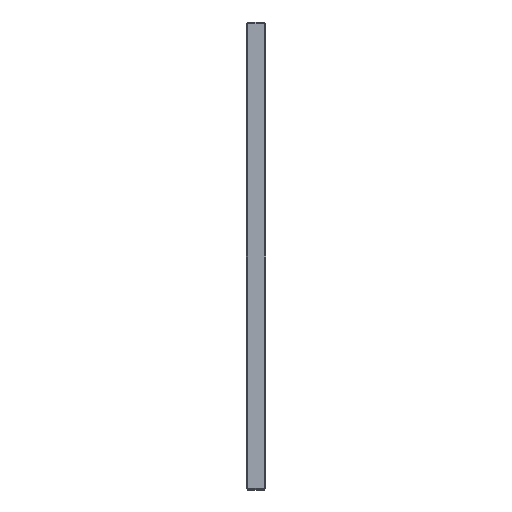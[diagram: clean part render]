
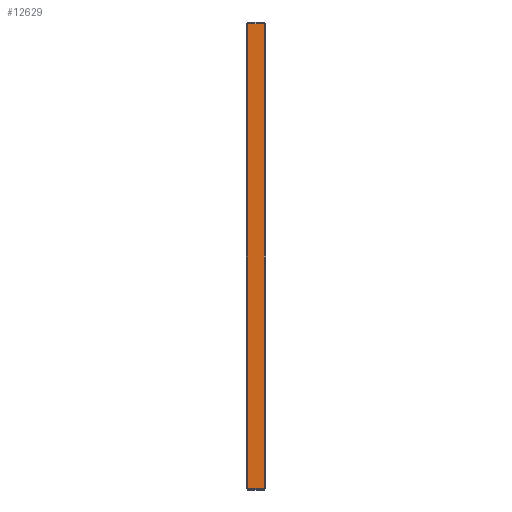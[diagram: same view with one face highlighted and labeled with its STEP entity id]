
A CAD part, left-side view. The second image highlights one B-rep face of the part: STEP entity #12629.
In plain terms, the highlighted planar face has unit normal (-1, 0, 0).
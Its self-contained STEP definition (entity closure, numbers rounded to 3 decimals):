
#2089 = ORIENTED_EDGE ( 'NONE', *, *, #2751, .T. ) ;
#2090 = ORIENTED_EDGE ( 'NONE', *, *, #2752, .T. ) ;
#2091 = ORIENTED_EDGE ( 'NONE', *, *, #2750, .T. ) ;
#2092 = ORIENTED_EDGE ( 'NONE', *, *, #2753, .T. ) ;
#2750 = EDGE_CURVE ( 'NONE', #13549, #13548, #7831, .T. ) ;
#2751 = EDGE_CURVE ( 'NONE', #13550, #13549, #7834, .T. ) ;
#2752 = EDGE_CURVE ( 'NONE', #13548, #13547, #7837, .T. ) ;
#2753 = EDGE_CURVE ( 'NONE', #13547, #13550, #7840, .T. ) ;
#5626 = VECTOR ( 'NONE', #7833, 1000. ) ;
#5627 = VECTOR ( 'NONE', #7836, 1000. ) ;
#5628 = VECTOR ( 'NONE', #7839, 1000. ) ;
#5629 = VECTOR ( 'NONE', #7842, 1000. ) ;
#7831 = LINE ( 'NONE', #7832, #5626 ) ;
#7832 = CARTESIAN_POINT ( 'NONE',  ( -225., 12.7, -149. ) ) ;
#7833 = DIRECTION ( 'NONE',  ( 0., -1., 0. ) ) ;
#7834 = LINE ( 'NONE', #7835, #5627 ) ;
#7835 = CARTESIAN_POINT ( 'NONE',  ( -225., 11.7, -150. ) ) ;
#7836 = DIRECTION ( 'NONE',  ( 0., 0., -1. ) ) ;
#7837 = LINE ( 'NONE', #7838, #5628 ) ;
#7838 = CARTESIAN_POINT ( 'NONE',  ( -225., 1., 150. ) ) ;
#7839 = DIRECTION ( 'NONE',  ( 0., 0., 1. ) ) ;
#7840 = LINE ( 'NONE', #7841, #5629 ) ;
#7841 = CARTESIAN_POINT ( 'NONE',  ( -225., 12.7, 149. ) ) ;
#7842 = DIRECTION ( 'NONE',  ( 0., 1., 0. ) ) ;
#9849 = PLANE ( 'NONE',  #10459 ) ;
#9850 = CARTESIAN_POINT ( 'NONE',  ( -225., 12.7, -150. ) ) ;
#9851 = DIRECTION ( 'NONE',  ( 1., 0., 0. ) ) ;
#9852 = DIRECTION ( 'NONE',  ( 0., 0., -1. ) ) ;
#10457 = FACE_OUTER_BOUND ( 'NONE', #13413, .T. ) ;
#10459 = AXIS2_PLACEMENT_3D ( 'NONE', #9850, #9851, #9852 ) ;
#11719 = CARTESIAN_POINT ( 'NONE',  ( -225., 1., 149. ) ) ;
#11720 = CARTESIAN_POINT ( 'NONE',  ( -225., 1., -149. ) ) ;
#11721 = CARTESIAN_POINT ( 'NONE',  ( -225., 11.7, -149. ) ) ;
#11722 = CARTESIAN_POINT ( 'NONE',  ( -225., 11.7, 149. ) ) ;
#12629 = ADVANCED_FACE ( 'NONE', ( #10457 ), #9849, .F. ) ;
#13413 = EDGE_LOOP ( 'NONE', ( #2089, #2091, #2090, #2092 ) ) ;
#13547 = VERTEX_POINT ( 'NONE', #11719 ) ;
#13548 = VERTEX_POINT ( 'NONE', #11720 ) ;
#13549 = VERTEX_POINT ( 'NONE', #11721 ) ;
#13550 = VERTEX_POINT ( 'NONE', #11722 ) ;
